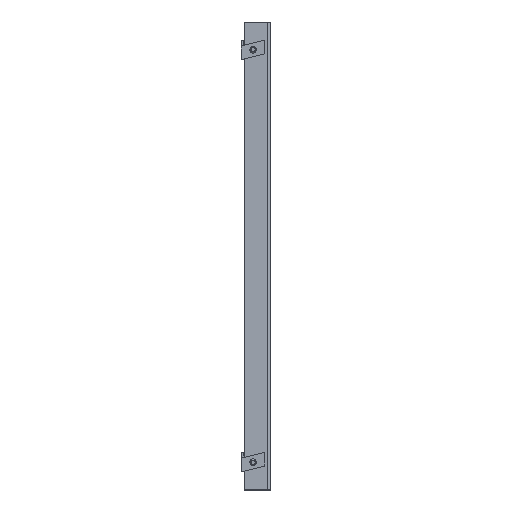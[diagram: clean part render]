
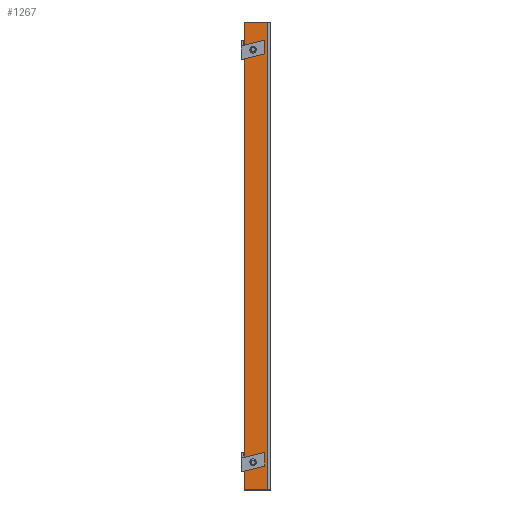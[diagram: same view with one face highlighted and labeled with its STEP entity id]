
A CAD part, left-side view. The second image highlights one B-rep face of the part: STEP entity #1267.
In plain terms, the highlighted planar face has unit normal (-1, 0, 0).
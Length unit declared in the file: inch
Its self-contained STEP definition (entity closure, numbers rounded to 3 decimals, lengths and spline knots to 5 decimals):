
#76 = VERTEX_POINT ( 'NONE', #6295 ) ;
#131 = AXIS2_PLACEMENT_3D ( 'NONE', #11283, #302, #3018 ) ;
#302 = DIRECTION ( 'NONE',  ( 1., 0., 0. ) ) ;
#311 = CIRCLE ( 'NONE', #131, 0.2185 ) ;
#336 = FACE_BOUND ( 'NONE', #7763, .T. ) ;
#365 = ORIENTED_EDGE ( 'NONE', *, *, #4087, .F. ) ;
#378 = VERTEX_POINT ( 'NONE', #4152 ) ;
#495 = VERTEX_POINT ( 'NONE', #7345 ) ;
#686 = DIRECTION ( 'NONE',  ( 0., 1., 0. ) ) ;
#1057 = AXIS2_PLACEMENT_3D ( 'NONE', #7189, #9837, #4574 ) ;
#1127 = EDGE_CURVE ( 'NONE', #495, #4312, #2737, .T. ) ;
#1152 = CARTESIAN_POINT ( 'NONE',  ( -20.84, 1.5, 13.125 ) ) ;
#1267 = ADVANCED_FACE ( 'NONE', ( #9255, #336, #1286 ), #4873, .T. ) ;
#1286 = FACE_BOUND ( 'NONE', #6940, .T. ) ;
#1680 = EDGE_CURVE ( 'NONE', #76, #8556, #4794, .T. ) ;
#1732 = EDGE_CURVE ( 'NONE', #76, #6549, #9243, .T. ) ;
#1759 = CIRCLE ( 'NONE', #9674, 0.2185 ) ;
#1992 = ORIENTED_EDGE ( 'NONE', *, *, #8126, .T. ) ;
#2737 = CIRCLE ( 'NONE', #1057, 0.2185 ) ;
#2757 = VECTOR ( 'NONE', #10058, 39.37008 ) ;
#2793 = CARTESIAN_POINT ( 'NONE',  ( -20.84, 0.7815, -11.563 ) ) ;
#2796 = VECTOR ( 'NONE', #6025, 39.37008 ) ;
#3018 = DIRECTION ( 'NONE',  ( 0., 1., 0. ) ) ;
#3022 = DIRECTION ( 'NONE',  ( 0., 1., 0. ) ) ;
#3139 = VECTOR ( 'NONE', #3796, 39.37008 ) ;
#3392 = CARTESIAN_POINT ( 'NONE',  ( -20.84, 1., 11.563 ) ) ;
#3394 = EDGE_CURVE ( 'NONE', #4312, #495, #8214, .T. ) ;
#3796 = DIRECTION ( 'NONE',  ( 0., -1., 0. ) ) ;
#3918 = VERTEX_POINT ( 'NONE', #2793 ) ;
#3928 = CARTESIAN_POINT ( 'NONE',  ( -20.84, 0.185, -13.125 ) ) ;
#4087 = EDGE_CURVE ( 'NONE', #6076, #6549, #11107, .T. ) ;
#4152 = CARTESIAN_POINT ( 'NONE',  ( -20.84, 1.2185, -11.563 ) ) ;
#4312 = VERTEX_POINT ( 'NONE', #7799 ) ;
#4574 = DIRECTION ( 'NONE',  ( 0., 1., 0. ) ) ;
#4783 = CARTESIAN_POINT ( 'NONE',  ( -20.84, 0.125, -13.125 ) ) ;
#4794 = LINE ( 'NONE', #8239, #3139 ) ;
#4809 = DIRECTION ( 'NONE',  ( -1., 0., 0. ) ) ;
#4873 = PLANE ( 'NONE',  #8041 ) ;
#5434 = EDGE_CURVE ( 'NONE', #378, #3918, #1759, .T. ) ;
#5788 = CARTESIAN_POINT ( 'NONE',  ( -20.84, 0.185, 13.125 ) ) ;
#5922 = ORIENTED_EDGE ( 'NONE', *, *, #5434, .T. ) ;
#6025 = DIRECTION ( 'NONE',  ( 0., 0., -1. ) ) ;
#6076 = VERTEX_POINT ( 'NONE', #3928 ) ;
#6295 = CARTESIAN_POINT ( 'NONE',  ( -20.84, 1.5, 13.125 ) ) ;
#6549 = VERTEX_POINT ( 'NONE', #10347 ) ;
#6735 = ORIENTED_EDGE ( 'NONE', *, *, #3394, .T. ) ;
#6907 = DIRECTION ( 'NONE',  ( 0., 1., 0. ) ) ;
#6940 = EDGE_LOOP ( 'NONE', ( #6735, #11666 ) ) ;
#7189 = CARTESIAN_POINT ( 'NONE',  ( -20.84, 1., 11.563 ) ) ;
#7311 = EDGE_LOOP ( 'NONE', ( #11226, #8999, #365, #8058 ) ) ;
#7323 = CARTESIAN_POINT ( 'NONE',  ( -20.84, 0.185, 13.125 ) ) ;
#7345 = CARTESIAN_POINT ( 'NONE',  ( -20.84, 0.7815, 11.563 ) ) ;
#7763 = EDGE_LOOP ( 'NONE', ( #5922, #1992 ) ) ;
#7799 = CARTESIAN_POINT ( 'NONE',  ( -20.84, 1.2185, 11.563 ) ) ;
#8041 = AXIS2_PLACEMENT_3D ( 'NONE', #8427, #4809, #10072 ) ;
#8058 = ORIENTED_EDGE ( 'NONE', *, *, #9602, .F. ) ;
#8126 = EDGE_CURVE ( 'NONE', #3918, #378, #311, .T. ) ;
#8214 = CIRCLE ( 'NONE', #11024, 0.2185 ) ;
#8239 = CARTESIAN_POINT ( 'NONE',  ( -20.84, 0.125, 13.125 ) ) ;
#8413 = VECTOR ( 'NONE', #3022, 39.37008 ) ;
#8427 = CARTESIAN_POINT ( 'NONE',  ( -20.84, 0.1105, -13.125 ) ) ;
#8556 = VERTEX_POINT ( 'NONE', #7323 ) ;
#8999 = ORIENTED_EDGE ( 'NONE', *, *, #1732, .T. ) ;
#9243 = LINE ( 'NONE', #1152, #2757 ) ;
#9255 = FACE_OUTER_BOUND ( 'NONE', #7311, .T. ) ;
#9457 = DIRECTION ( 'NONE',  ( 1., 0., 0. ) ) ;
#9576 = CARTESIAN_POINT ( 'NONE',  ( -20.84, 1., -11.563 ) ) ;
#9602 = EDGE_CURVE ( 'NONE', #8556, #6076, #10328, .T. ) ;
#9674 = AXIS2_PLACEMENT_3D ( 'NONE', #9576, #9457, #6907 ) ;
#9837 = DIRECTION ( 'NONE',  ( 1., 0., 0. ) ) ;
#10058 = DIRECTION ( 'NONE',  ( 0., 0., -1. ) ) ;
#10072 = DIRECTION ( 'NONE',  ( 0., 1., 0. ) ) ;
#10328 = LINE ( 'NONE', #5788, #2796 ) ;
#10347 = CARTESIAN_POINT ( 'NONE',  ( -20.84, 1.5, -13.125 ) ) ;
#10714 = DIRECTION ( 'NONE',  ( 1., 0., 0. ) ) ;
#11024 = AXIS2_PLACEMENT_3D ( 'NONE', #3392, #10714, #686 ) ;
#11107 = LINE ( 'NONE', #4783, #8413 ) ;
#11226 = ORIENTED_EDGE ( 'NONE', *, *, #1680, .F. ) ;
#11283 = CARTESIAN_POINT ( 'NONE',  ( -20.84, 1., -11.563 ) ) ;
#11666 = ORIENTED_EDGE ( 'NONE', *, *, #1127, .T. ) ;
